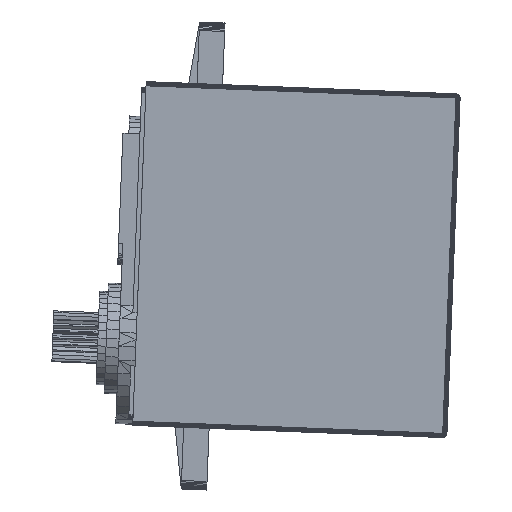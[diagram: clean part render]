
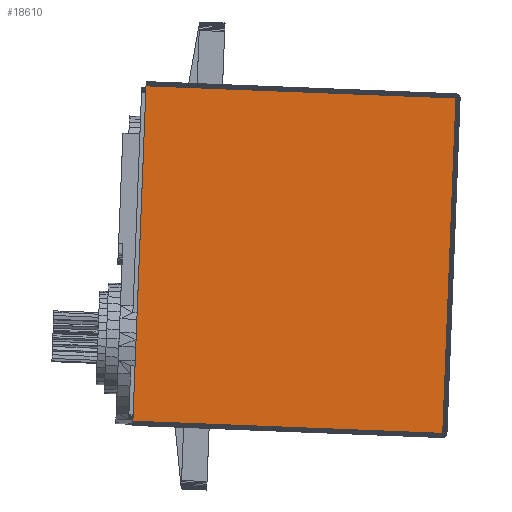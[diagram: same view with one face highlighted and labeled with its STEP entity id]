
A CAD part, left-side view. The second image highlights one B-rep face of the part: STEP entity #18610.
In plain terms, the highlighted planar face has unit normal (-1, 0, 0).
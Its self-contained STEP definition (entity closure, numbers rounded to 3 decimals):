
#1248=PLANE('',#19881);
#2494=FACE_OUTER_BOUND('',#3742,.T.);
#3742=EDGE_LOOP('',(#16838,#16839,#16840,#16841,#16842));
#4182=LINE('',#25734,#6651);
#5121=LINE('',#27611,#7590);
#5174=LINE('',#27714,#7643);
#6224=LINE('',#29817,#8693);
#6225=LINE('',#29818,#8694);
#6651=VECTOR('',#20761,10.);
#7590=VECTOR('',#22912,10.);
#7643=VECTOR('',#23009,10.);
#8693=VECTOR('',#24821,10.);
#8694=VECTOR('',#24822,10.);
#8820=VERTEX_POINT('',#25160);
#8922=VERTEX_POINT('',#25733);
#9254=VERTEX_POINT('',#27610);
#9282=VERTEX_POINT('',#27713);
#9887=VERTEX_POINT('',#29563);
#10366=EDGE_CURVE('',#8820,#8922,#4182,.T.);
#11305=EDGE_CURVE('',#8820,#9254,#5121,.T.);
#11358=EDGE_CURVE('',#8922,#9282,#5174,.T.);
#12408=EDGE_CURVE('',#9254,#9887,#6224,.T.);
#12409=EDGE_CURVE('',#9887,#9282,#6225,.T.);
#16838=ORIENTED_EDGE('',*,*,#11358,.F.);
#16839=ORIENTED_EDGE('',*,*,#10366,.F.);
#16840=ORIENTED_EDGE('',*,*,#11305,.T.);
#16841=ORIENTED_EDGE('',*,*,#12408,.T.);
#16842=ORIENTED_EDGE('',*,*,#12409,.T.);
#18610=ADVANCED_FACE('',(#2494),#1248,.T.);
#19881=AXIS2_PLACEMENT_3D('',#29816,#24819,#24820);
#20761=DIRECTION('',(0.,0.,-1.));
#22912=DIRECTION('',(0.,1.,0.));
#23009=DIRECTION('',(0.,1.,0.));
#24819=DIRECTION('center_axis',(-1.,0.,0.));
#24820=DIRECTION('ref_axis',(0.,1.,0.));
#24821=DIRECTION('',(0.,0.,-1.));
#24822=DIRECTION('',(0.,0.,-1.));
#25160=CARTESIAN_POINT('',(-10.,3.326,-1.862));
#25733=CARTESIAN_POINT('',(-10.,3.326,-41.362));
#25734=CARTESIAN_POINT('',(-10.,3.326,-1.862));
#27610=CARTESIAN_POINT('',(-10.,39.826,-1.862));
#27611=CARTESIAN_POINT('',(-10.,3.326,-1.862));
#27713=CARTESIAN_POINT('',(-10.,39.826,-41.362));
#27714=CARTESIAN_POINT('',(-10.,3.326,-41.362));
#29563=CARTESIAN_POINT('',(-10.,39.826,-31.737));
#29816=CARTESIAN_POINT('Origin',(-10.,39.826,-31.737));
#29817=CARTESIAN_POINT('',(-10.,39.826,-1.862));
#29818=CARTESIAN_POINT('',(-10.,39.826,-31.737));
